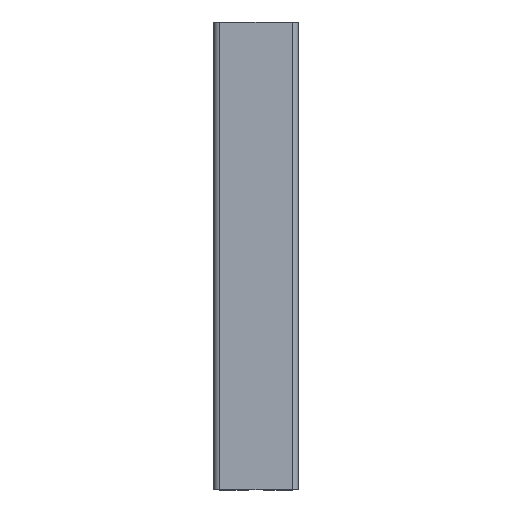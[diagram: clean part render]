
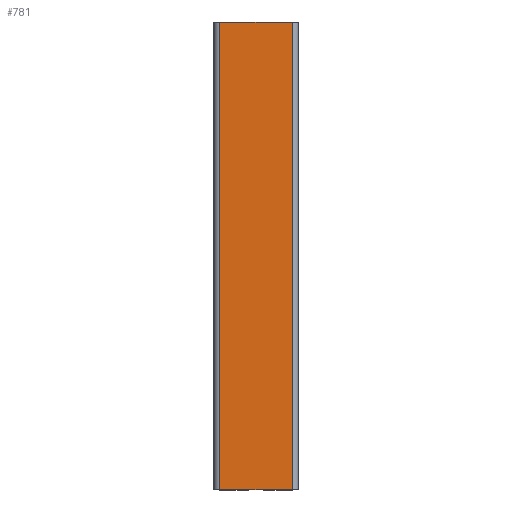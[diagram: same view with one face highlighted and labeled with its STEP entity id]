
A CAD part, top view. The second image highlights one B-rep face of the part: STEP entity #781.
In plain terms, the highlighted planar face has unit normal (0, 0, 1).
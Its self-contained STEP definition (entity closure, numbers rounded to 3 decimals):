
#29=PLANE('',#847);
#65=FACE_OUTER_BOUND('',#105,.T.);
#105=EDGE_LOOP('',(#603,#604,#605,#606));
#173=LINE('',#1214,#267);
#174=LINE('',#1217,#268);
#175=LINE('',#1219,#269);
#176=LINE('',#1220,#270);
#267=VECTOR('',#989,10.);
#268=VECTOR('',#992,10.);
#269=VECTOR('',#993,10.);
#270=VECTOR('',#994,10.);
#373=VERTEX_POINT('',#1210);
#374=VERTEX_POINT('',#1212);
#375=VERTEX_POINT('',#1216);
#376=VERTEX_POINT('',#1218);
#469=EDGE_CURVE('',#373,#374,#173,.T.);
#470=EDGE_CURVE('',#375,#373,#174,.T.);
#471=EDGE_CURVE('',#376,#374,#175,.T.);
#472=EDGE_CURVE('',#375,#376,#176,.T.);
#603=ORIENTED_EDGE('',*,*,#470,.T.);
#604=ORIENTED_EDGE('',*,*,#469,.T.);
#605=ORIENTED_EDGE('',*,*,#471,.F.);
#606=ORIENTED_EDGE('',*,*,#472,.F.);
#781=ADVANCED_FACE('',(#65),#29,.T.);
#847=AXIS2_PLACEMENT_3D('',#1215,#990,#991);
#989=DIRECTION('',(0.,1.,0.));
#990=DIRECTION('center_axis',(0.,0.,1.));
#991=DIRECTION('ref_axis',(1.,0.,0.));
#992=DIRECTION('',(1.,0.,0.));
#993=DIRECTION('',(1.,0.,0.));
#994=DIRECTION('',(0.,1.,0.));
#1210=CARTESIAN_POINT('',(42.,0.,18.5));
#1212=CARTESIAN_POINT('',(42.,250.,18.5));
#1214=CARTESIAN_POINT('',(42.,0.,18.5));
#1215=CARTESIAN_POINT('Origin',(3.,0.,18.5));
#1216=CARTESIAN_POINT('',(3.,0.,18.5));
#1217=CARTESIAN_POINT('',(3.,0.,18.5));
#1218=CARTESIAN_POINT('',(3.,250.,18.5));
#1219=CARTESIAN_POINT('',(3.,250.,18.5));
#1220=CARTESIAN_POINT('',(3.,0.,18.5));
